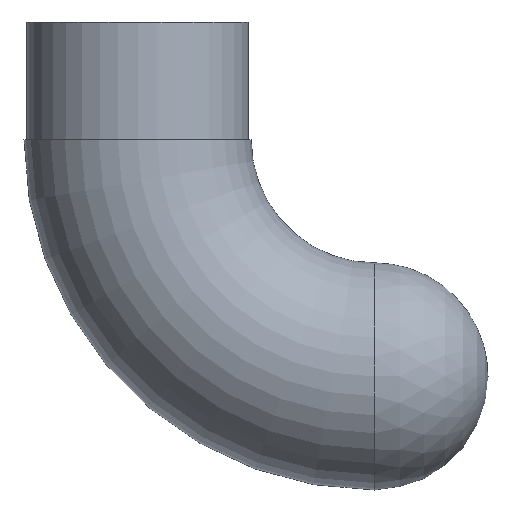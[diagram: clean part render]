
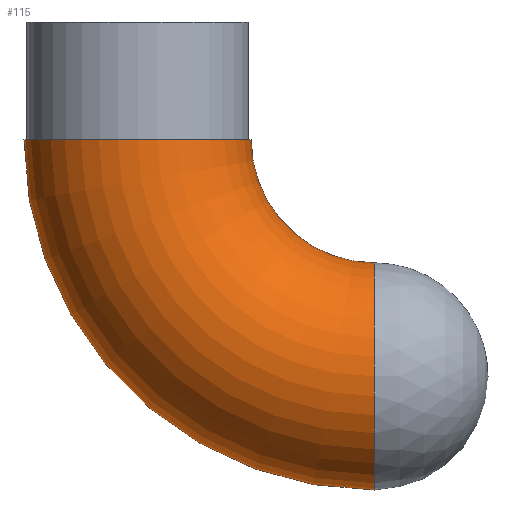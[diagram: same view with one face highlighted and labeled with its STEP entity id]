
A CAD part, front view. The second image highlights one B-rep face of the part: STEP entity #115.
In plain terms, the highlighted toroidal (fillet/blend) face has major radius 50.35 mm and minor radius 24.15 mm.
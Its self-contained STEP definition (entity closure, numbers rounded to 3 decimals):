
#4 = AXIS2_PLACEMENT_3D ( 'NONE', #211, #363, #339 ) ;
#22 = VERTEX_POINT ( 'NONE', #317 ) ;
#25 = CIRCLE ( 'NONE', #242, 24.15 ) ;
#31 = CARTESIAN_POINT ( 'NONE',  ( 57.871, 0., 53.91 ) ) ;
#33 = DIRECTION ( 'NONE',  ( 0., -1., 0. ) ) ;
#35 = VERTEX_POINT ( 'NONE', #136 ) ;
#53 = FACE_OUTER_BOUND ( 'NONE', #291, .T. ) ;
#66 = DIRECTION ( 'NONE',  ( 0., -1., 0. ) ) ;
#70 = AXIS2_PLACEMENT_3D ( 'NONE', #281, #133, #189 ) ;
#107 = VERTEX_POINT ( 'NONE', #118 ) ;
#115 = ADVANCED_FACE ( 'NONE', ( #53 ), #138, .T. ) ;
#118 = CARTESIAN_POINT ( 'NONE',  ( 57.871, 0., -20.59 ) ) ;
#122 = DIRECTION ( 'NONE',  ( 0., 0., -1. ) ) ;
#133 = DIRECTION ( 'NONE',  ( 0., -1., 0. ) ) ;
#135 = ORIENTED_EDGE ( 'NONE', *, *, #362, .F. ) ;
#136 = CARTESIAN_POINT ( 'NONE',  ( -16.629, 0., 53.91 ) ) ;
#138 = TOROIDAL_SURFACE ( 'NONE', #358, 50.35, 24.15 ) ;
#171 = CIRCLE ( 'NONE', #206, 74.5 ) ;
#173 = EDGE_CURVE ( 'NONE', #22, #107, #25, .T. ) ;
#189 = DIRECTION ( 'NONE',  ( 0., 0., -1. ) ) ;
#199 = VERTEX_POINT ( 'NONE', #360 ) ;
#206 = AXIS2_PLACEMENT_3D ( 'NONE', #307, #66, #276 ) ;
#211 = CARTESIAN_POINT ( 'NONE',  ( 7.521, 0., 53.91 ) ) ;
#215 = ORIENTED_EDGE ( 'NONE', *, *, #330, .T. ) ;
#223 = CIRCLE ( 'NONE', #4, 24.15 ) ;
#232 = DIRECTION ( 'NONE',  ( 1., 0., 0. ) ) ;
#236 = CIRCLE ( 'NONE', #70, 26.2 ) ;
#242 = AXIS2_PLACEMENT_3D ( 'NONE', #357, #232, #122 ) ;
#276 = DIRECTION ( 'NONE',  ( 0., 0., -1. ) ) ;
#280 = EDGE_CURVE ( 'NONE', #35, #107, #171, .T. ) ;
#281 = CARTESIAN_POINT ( 'NONE',  ( 57.871, 0., 53.91 ) ) ;
#291 = EDGE_LOOP ( 'NONE', ( #215, #349, #365, #135 ) ) ;
#307 = CARTESIAN_POINT ( 'NONE',  ( 57.871, 0., 53.91 ) ) ;
#317 = CARTESIAN_POINT ( 'NONE',  ( 57.871, 0., 27.71 ) ) ;
#330 = EDGE_CURVE ( 'NONE', #199, #35, #223, .T. ) ;
#339 = DIRECTION ( 'NONE',  ( -1., 0., 0. ) ) ;
#349 = ORIENTED_EDGE ( 'NONE', *, *, #280, .T. ) ;
#355 = DIRECTION ( 'NONE',  ( 0., 0., -1. ) ) ;
#357 = CARTESIAN_POINT ( 'NONE',  ( 57.871, 0., 3.56 ) ) ;
#358 = AXIS2_PLACEMENT_3D ( 'NONE', #31, #33, #355 ) ;
#360 = CARTESIAN_POINT ( 'NONE',  ( 31.671, 0., 53.91 ) ) ;
#362 = EDGE_CURVE ( 'NONE', #199, #22, #236, .T. ) ;
#363 = DIRECTION ( 'NONE',  ( 0., 0., -1. ) ) ;
#365 = ORIENTED_EDGE ( 'NONE', *, *, #173, .F. ) ;
